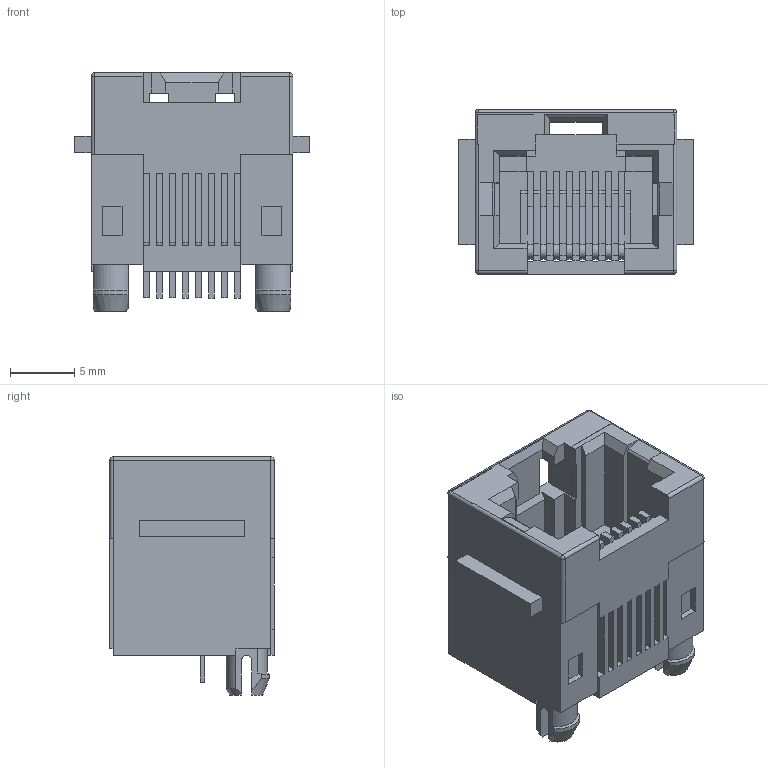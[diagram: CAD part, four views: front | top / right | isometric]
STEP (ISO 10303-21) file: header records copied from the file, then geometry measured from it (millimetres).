
FILE_DESCRIPTION(('FreeCAD Model'),'2;1');
FILE_NAME('RJ45_Amphemol_RJHSE3080_c.step', '2023-06-25T17:31:45',('Author'),(''), 'Open CASCADE STEP processor 7.3','FreeCAD','Unknown');
FILE_SCHEMA(('AUTOMOTIVE_DESIGN { 1 0 10303 214 1 1 1 1 }'));
Length unit declared in the file: millimetre
Products named in the file (1): M-RJHSE-3080-REVT1
Bounding box: 18.29 x 12.83 x 18.59 mm (x, y, z)
Volume: 1809 mm3; surface area: 2731.3 mm2
Topology: 1 solids, 1 shells, 880 faces, 2543 edges, 1636 vertices
Faces by surface type: plane 670, cylinder 200, cone 6, sphere 4
Entity records: 34756 total; most frequent: CARTESIAN_POINT 5290, ORIENTED_EDGE 5078, DIRECTION 4659, EDGE_CURVE 2539, LINE 2033, VECTOR 2033, VERTEX_POINT 1636, AXIS2_PLACEMENT_3D 1313
